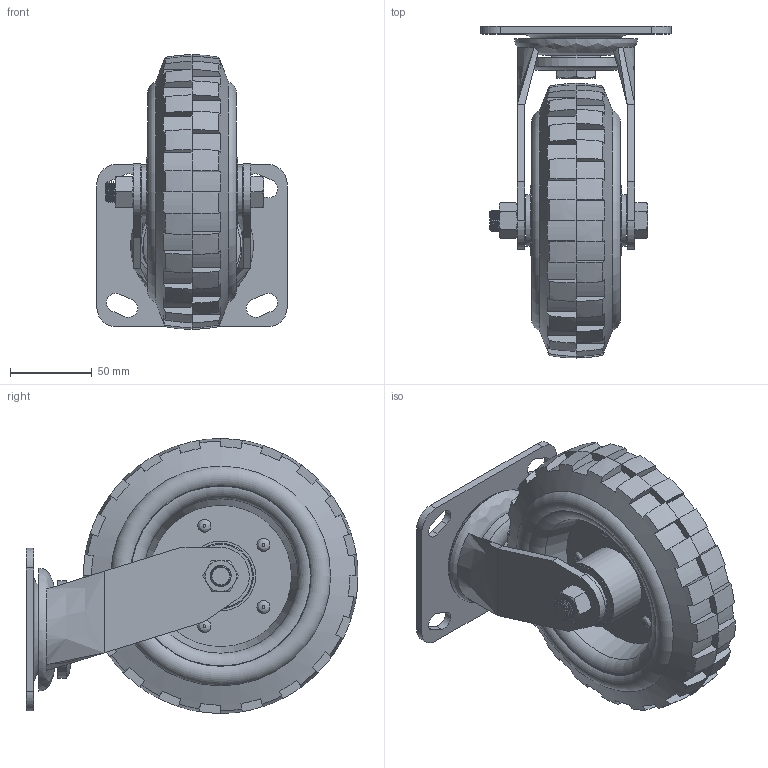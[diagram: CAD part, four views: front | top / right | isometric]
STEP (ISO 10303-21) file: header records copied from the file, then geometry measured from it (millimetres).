
FILE_DESCRIPTION(/* description */ (''),/* implementation_level */ '2;1');
FILE_NAME(/* name */ 'steelex-D2580.step',/* time_stamp */ '2018-12-03T12:32:43-08:00',/* organization */ (''),/* preprocessor_version */ 'ST-DEVELOPER v17.2',/* originating_system */ 'Autodesk Translation Framework v7.6.0.251',/* authorisation */ '');
FILE_SCHEMA (('AUTOMOTIVE_DESIGN { 1 0 10303 214 3 1 1 }'));
Length unit declared in the file: millimetre
Products named in the file (13): Steelex D2580 Caster; Mounting Plate; 92620A792; 95462A533; Wheel Swivel; 92198A443; 95505A615; Washer; Washer (1); Hub; 5972K2; 5972K2 (1); Tire
Assembly tree (12 placements, depth 4):
  Steelex D2580 Caster
    Mounting Plate
      92620A792
      95462A533
    Wheel Swivel
      92198A443
      95505A615
      Washer
      Washer (1)
      Hub
        5972K2
        5972K2 (1)
        Tire
Bounding box: 116.6 x 203.37 x 168.2 mm (x, y, z)
Volume: 878380.4 mm3; surface area: 225494.4 mm2
Topology: 42 solids, 42 shells, 627 faces, 1582 edges, 976 vertices
Faces by surface type: plane 250, cylinder 204, sphere 64, cone 58, bspline 32, torus 19
Full cylindrical faces by diameter (mm): 11.05 x31, 12 x2, 12.5 x2, 12.7 x33, 12.875 x12, 15.875 x13, 17 x2, 26.038 x8, 30.962 x8, 31.55 x2, 40 x3, 40.31 x1, 42.7 x2, 59.823 x1, 110.7 x4
Entity records: 29894 total; most frequent: CARTESIAN_POINT 14927, DIRECTION 3096, ORIENTED_EDGE 3060, EDGE_CURVE 1530, AXIS2_PLACEMENT_3D 1260, VERTEX_POINT 976, EDGE_LOOP 700, CIRCLE 640
